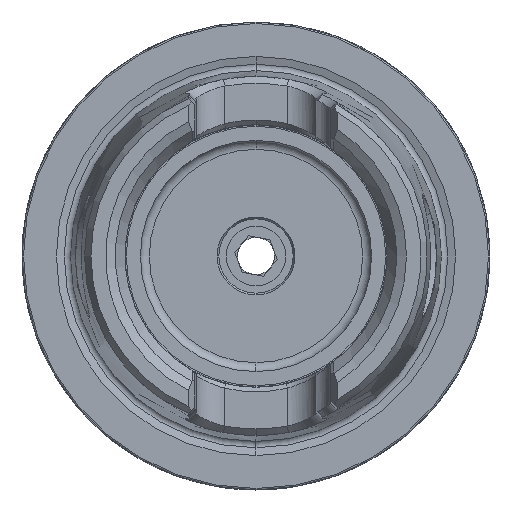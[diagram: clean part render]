
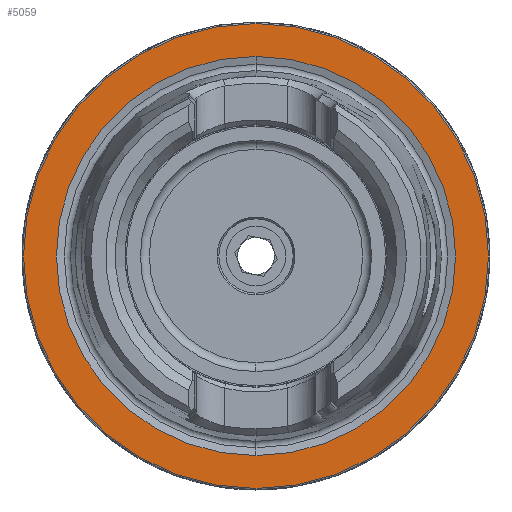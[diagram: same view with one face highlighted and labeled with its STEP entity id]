
A CAD part, left-side view. The second image highlights one B-rep face of the part: STEP entity #5059.
In plain terms, the highlighted planar face has unit normal (-1, 0, 0).
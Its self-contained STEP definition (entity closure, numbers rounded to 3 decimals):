
#759 = EDGE_LOOP ( 'NONE', ( #3362, #3754 ) ) ;
#820 = AXIS2_PLACEMENT_3D ( 'NONE', #8520, #7781, #7755 ) ;
#1182 = AXIS2_PLACEMENT_3D ( 'NONE', #1870, #1825, #1816 ) ;
#1274 = EDGE_CURVE ( 'NONE', #10163, #5274, #8293, .T. ) ;
#1517 = CIRCLE ( 'NONE', #1182, 26.85 ) ;
#1816 = DIRECTION ( 'NONE',  ( 0., 0., 1. ) ) ;
#1825 = DIRECTION ( 'NONE',  ( -1., 0., 0. ) ) ;
#1870 = CARTESIAN_POINT ( 'NONE',  ( 0., 0., 0. ) ) ;
#1871 = CIRCLE ( 'NONE', #7196, 31.275 ) ;
#2537 = DIRECTION ( 'NONE',  ( 0., 0., 1. ) ) ;
#2706 = DIRECTION ( 'NONE',  ( -1., 0., 0. ) ) ;
#2757 = CARTESIAN_POINT ( 'NONE',  ( 0., 0., 0. ) ) ;
#3362 = ORIENTED_EDGE ( 'NONE', *, *, #8474, .T. ) ;
#3525 = FACE_OUTER_BOUND ( 'NONE', #759, .T. ) ;
#3677 = FACE_BOUND ( 'NONE', #7680, .T. ) ;
#3754 = ORIENTED_EDGE ( 'NONE', *, *, #9021, .T. ) ;
#5059 = ADVANCED_FACE ( 'NONE', ( #3677, #3525 ), #7950, .F. ) ;
#5274 = VERTEX_POINT ( 'NONE', #5970 ) ;
#5606 = AXIS2_PLACEMENT_3D ( 'NONE', #9307, #9522, #9399 ) ;
#5970 = CARTESIAN_POINT ( 'NONE',  ( 0., 0., 26.85 ) ) ;
#6242 = VERTEX_POINT ( 'NONE', #10621 ) ;
#6331 = VERTEX_POINT ( 'NONE', #10006 ) ;
#6363 = ORIENTED_EDGE ( 'NONE', *, *, #7255, .F. ) ;
#6625 = CIRCLE ( 'NONE', #8674, 31.275 ) ;
#7022 = ORIENTED_EDGE ( 'NONE', *, *, #1274, .F. ) ;
#7196 = AXIS2_PLACEMENT_3D ( 'NONE', #2757, #2706, #2537 ) ;
#7255 = EDGE_CURVE ( 'NONE', #5274, #10163, #1517, .T. ) ;
#7680 = EDGE_LOOP ( 'NONE', ( #6363, #7022 ) ) ;
#7755 = DIRECTION ( 'NONE',  ( 0., 0., -1. ) ) ;
#7781 = DIRECTION ( 'NONE',  ( 1., 0., 0. ) ) ;
#7950 = PLANE ( 'NONE',  #820 ) ;
#8293 = CIRCLE ( 'NONE', #5606, 26.85 ) ;
#8406 = DIRECTION ( 'NONE',  ( 0., 0., 1. ) ) ;
#8440 = DIRECTION ( 'NONE',  ( -1., 0., 0. ) ) ;
#8474 = EDGE_CURVE ( 'NONE', #6331, #6242, #1871, .T. ) ;
#8480 = CARTESIAN_POINT ( 'NONE',  ( 0., 0., 0. ) ) ;
#8520 = CARTESIAN_POINT ( 'NONE',  ( 0., 31.275, 0. ) ) ;
#8674 = AXIS2_PLACEMENT_3D ( 'NONE', #8480, #8440, #8406 ) ;
#9021 = EDGE_CURVE ( 'NONE', #6242, #6331, #6625, .T. ) ;
#9307 = CARTESIAN_POINT ( 'NONE',  ( 0., 0., 0. ) ) ;
#9399 = DIRECTION ( 'NONE',  ( 0., 0., 1. ) ) ;
#9522 = DIRECTION ( 'NONE',  ( -1., 0., 0. ) ) ;
#10006 = CARTESIAN_POINT ( 'NONE',  ( 0., 0., 31.275 ) ) ;
#10163 = VERTEX_POINT ( 'NONE', #10747 ) ;
#10621 = CARTESIAN_POINT ( 'NONE',  ( 0., 0., -31.275 ) ) ;
#10747 = CARTESIAN_POINT ( 'NONE',  ( 0., 0., -26.85 ) ) ;
